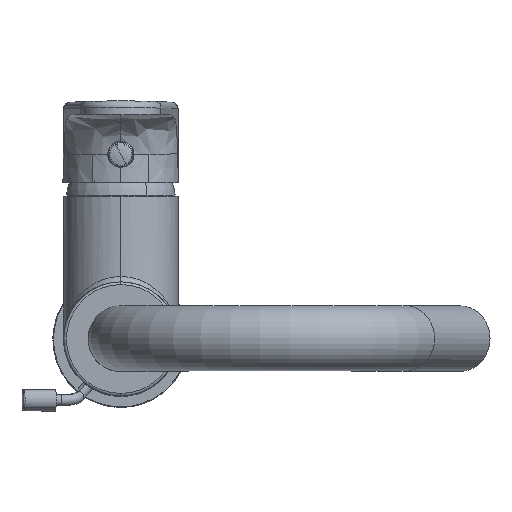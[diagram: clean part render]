
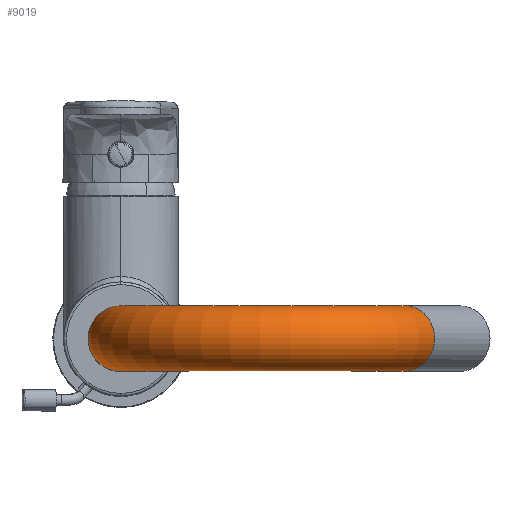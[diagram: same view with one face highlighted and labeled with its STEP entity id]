
A CAD part, top view. The second image highlights one B-rep face of the part: STEP entity #9019.
In plain terms, the highlighted toroidal (fillet/blend) face has major radius 55 mm and minor radius 12 mm.
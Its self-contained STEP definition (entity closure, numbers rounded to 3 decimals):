
#8933=CARTESIAN_POINT('Vertex',(104.434,12.,160.21)) ;
#8936=CARTESIAN_POINT('Axis2P3D Location',(104.434,0.,160.21)) ;
#8940=CARTESIAN_POINT('Vertex',(104.434,-12.,160.21)) ;
#8981=CARTESIAN_POINT('Vertex',(0.,-12.,136.1)) ;
#8983=CARTESIAN_POINT('Vertex',(0.,12.,136.1)) ;
#8986=CARTESIAN_POINT('Axis2P3D Location',(55.,12.,136.1)) ;
#8991=CARTESIAN_POINT('Axis2P3D Location',(55.,-12.,136.1)) ;
#9003=CARTESIAN_POINT('Axis2P3D Location',(55.,0.,136.1)) ;
#9008=CARTESIAN_POINT('Axis2P3D Location',(0.,0.,136.1)) ;
#8937=DIRECTION('Axis2P3D Direction',(0.438,0.,-0.899)) ;
#8987=DIRECTION('Axis2P3D Direction',(0.,-1.,0.)) ;
#8992=DIRECTION('Axis2P3D Direction',(0.,-1.,0.)) ;
#9004=DIRECTION('Axis2P3D Direction',(0.,-1.,0.)) ;
#9005=DIRECTION('Axis2P3D XDirection',(0.899,0.,0.438)) ;
#9009=DIRECTION('Axis2P3D Direction',(0.,0.,1.)) ;
#8938=AXIS2_PLACEMENT_3D('Circle Axis2P3D',#8936,#8937,$) ;
#8988=AXIS2_PLACEMENT_3D('Circle Axis2P3D',#8986,#8987,$) ;
#8993=AXIS2_PLACEMENT_3D('Circle Axis2P3D',#8991,#8992,$) ;
#9006=AXIS2_PLACEMENT_3D('Torus Axis2P3D',#9003,#9004,#9005) ;
#9010=AXIS2_PLACEMENT_3D('Circle Axis2P3D',#9008,#9009,$) ;
#8939=CIRCLE('generated circle',#8938,12.) ;
#8989=CIRCLE('generated circle',#8988,55.) ;
#8994=CIRCLE('generated circle',#8993,55.) ;
#9011=CIRCLE('generated circle',#9010,12.) ;
#9007=TOROIDAL_SURFACE('homeo Torus',#9006,55.,12.) ;
#8942=EDGE_CURVE('',#8934,#8941,#8939,.T.) ;
#8990=EDGE_CURVE('',#8934,#8984,#8989,.T.) ;
#8995=EDGE_CURVE('',#8941,#8982,#8994,.T.) ;
#9012=EDGE_CURVE('',#8984,#8982,#9011,.T.) ;
#9014=ORIENTED_EDGE('',*,*,#9012,.T.) ;
#9015=ORIENTED_EDGE('',*,*,#8995,.F.) ;
#9016=ORIENTED_EDGE('',*,*,#8942,.F.) ;
#9017=ORIENTED_EDGE('',*,*,#8990,.T.) ;
#9013=EDGE_LOOP('',(#9014,#9015,#9016,#9017)) ;
#8934=VERTEX_POINT('',#8933) ;
#8941=VERTEX_POINT('',#8940) ;
#8982=VERTEX_POINT('',#8981) ;
#8984=VERTEX_POINT('',#8983) ;
#9019=ADVANCED_FACE('PR9A599.1\\P46513.1\\PartBody',(#9018),#9007,.T.) ;
#9018=FACE_OUTER_BOUND('',#9013,.T.) ;
